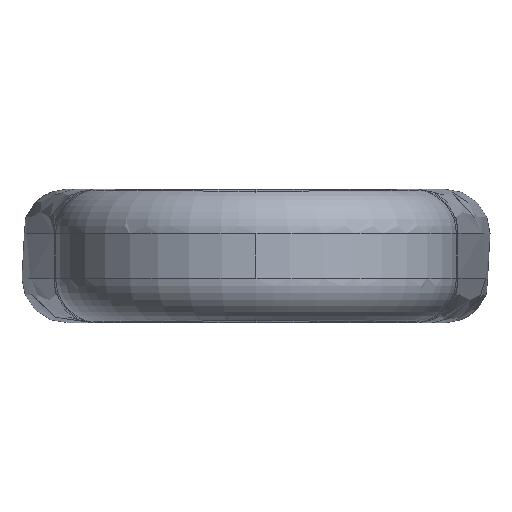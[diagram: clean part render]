
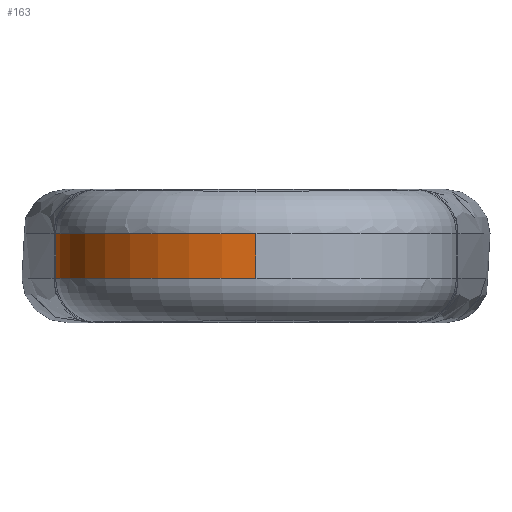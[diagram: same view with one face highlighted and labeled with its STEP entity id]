
A CAD part, left-side view. The second image highlights one B-rep face of the part: STEP entity #163.
In plain terms, the highlighted cylindrical face has radius 22.5 mm (diameter 45 mm), a partial arc.
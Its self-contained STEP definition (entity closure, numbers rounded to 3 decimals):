
#31 = EDGE_CURVE ( 'NONE', #757, #245, #2891, .T. ) ;
#114 = ORIENTED_EDGE ( 'NONE', *, *, #773, .T. ) ;
#163 = ADVANCED_FACE ( 'NONE', ( #1534 ), #1331, .T. ) ;
#245 = VERTEX_POINT ( 'NONE', #1007 ) ;
#287 = ORIENTED_EDGE ( 'NONE', *, *, #31, .F. ) ;
#353 = CIRCLE ( 'NONE', #2277, 22.5 ) ;
#400 = VECTOR ( 'NONE', #2400, 1000. ) ;
#454 = CARTESIAN_POINT ( 'NONE',  ( 0., 0., 15. ) ) ;
#581 = DIRECTION ( 'NONE',  ( 0., 0., -1. ) ) ;
#616 = EDGE_CURVE ( 'NONE', #2715, #245, #2181, .T. ) ;
#694 = ORIENTED_EDGE ( 'NONE', *, *, #616, .T. ) ;
#756 = EDGE_CURVE ( 'NONE', #757, #2688, #353, .T. ) ;
#757 = VERTEX_POINT ( 'NONE', #1678 ) ;
#758 = DIRECTION ( 'NONE',  ( 1., 0., 0. ) ) ;
#773 = EDGE_CURVE ( 'NONE', #2688, #2715, #1225, .T. ) ;
#980 = VECTOR ( 'NONE', #581, 1000. ) ;
#999 = EDGE_LOOP ( 'NONE', ( #287, #1138, #114, #694 ) ) ;
#1007 = CARTESIAN_POINT ( 'NONE',  ( -22.5, 0., 5. ) ) ;
#1121 = DIRECTION ( 'NONE',  ( 0., 0., 1. ) ) ;
#1138 = ORIENTED_EDGE ( 'NONE', *, *, #756, .T. ) ;
#1208 = DIRECTION ( 'NONE',  ( 0., 0., -1. ) ) ;
#1225 = LINE ( 'NONE', #2141, #980 ) ;
#1314 = AXIS2_PLACEMENT_3D ( 'NONE', #454, #2234, #2711 ) ;
#1331 = CYLINDRICAL_SURFACE ( 'NONE', #1314, 22.5 ) ;
#1332 = CARTESIAN_POINT ( 'NONE',  ( -0.888, 22.482, 5. ) ) ;
#1363 = CARTESIAN_POINT ( 'NONE',  ( 0., 0., 5. ) ) ;
#1534 = FACE_OUTER_BOUND ( 'NONE', #999, .T. ) ;
#1678 = CARTESIAN_POINT ( 'NONE',  ( -22.5, 0., 10. ) ) ;
#2141 = CARTESIAN_POINT ( 'NONE',  ( -0.888, 22.482, 15. ) ) ;
#2181 = CIRCLE ( 'NONE', #2893, 22.5 ) ;
#2195 = CARTESIAN_POINT ( 'NONE',  ( -22.5, 0., 15. ) ) ;
#2220 = CARTESIAN_POINT ( 'NONE',  ( -0.888, 22.482, 10. ) ) ;
#2234 = DIRECTION ( 'NONE',  ( 0., 0., -1. ) ) ;
#2277 = AXIS2_PLACEMENT_3D ( 'NONE', #2366, #1208, #758 ) ;
#2366 = CARTESIAN_POINT ( 'NONE',  ( 0., 0., 10. ) ) ;
#2400 = DIRECTION ( 'NONE',  ( 0., 0., -1. ) ) ;
#2688 = VERTEX_POINT ( 'NONE', #2220 ) ;
#2711 = DIRECTION ( 'NONE',  ( -1., 0., 0. ) ) ;
#2715 = VERTEX_POINT ( 'NONE', #1332 ) ;
#2741 = DIRECTION ( 'NONE',  ( 1., 0., 0. ) ) ;
#2891 = LINE ( 'NONE', #2195, #400 ) ;
#2893 = AXIS2_PLACEMENT_3D ( 'NONE', #1363, #1121, #2741 ) ;
